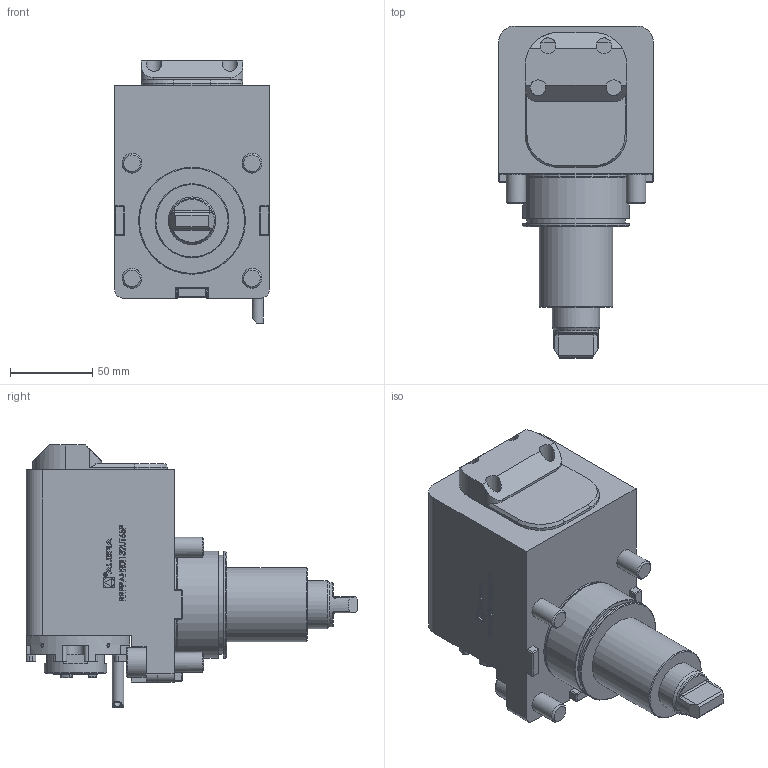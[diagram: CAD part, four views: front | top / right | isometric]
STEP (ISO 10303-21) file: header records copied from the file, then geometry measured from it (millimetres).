
FILE_DESCRIPTION (( 'STEP AP214' ), '1' );
FILE_NAME ('RRPPAH20I132UT65P.STEP', '2025-07-19T06:24:18', ( '' ), ( '' ), 'SwSTEP 2.0', 'SolidWorks 2023', '' );
FILE_SCHEMA (( 'AUTOMOTIVE_DESIGN' ));
Length unit declared in the file: millimetre
Products named in the file (1): RRPPAH20I132UT65P
Bounding box: 94 x 201.8 x 159.4 mm (x, y, z)
Volume: 1212801 mm3; surface area: 93523.1 mm2
Topology: 1 solids, 1 shells, 676 faces, 1776 edges, 1164 vertices
Faces by surface type: plane 423, cylinder 112, bspline 102, cone 35, torus 3, sphere 1
Full cylindrical faces by diameter (mm): 1.7 x1, 2.1 x1, 4 x1, 6.366 x1, 7 x1, 9.5 x4, 12 x4, 16 x1, 18 x2, 27 x1, 29 x1, 38 x1, 45 x2, 45.2 x1, 60.2 x1, 64.6 x1, 65 x2
Entity records: 30500 total; most frequent: CARTESIAN_POINT 11051, ORIENTED_EDGE 3410, DIRECTION 2871, EDGE_CURVE 1705, VECTOR 1183, LINE 1183, VERTEX_POINT 1140, AXIS2_PLACEMENT_3D 844
